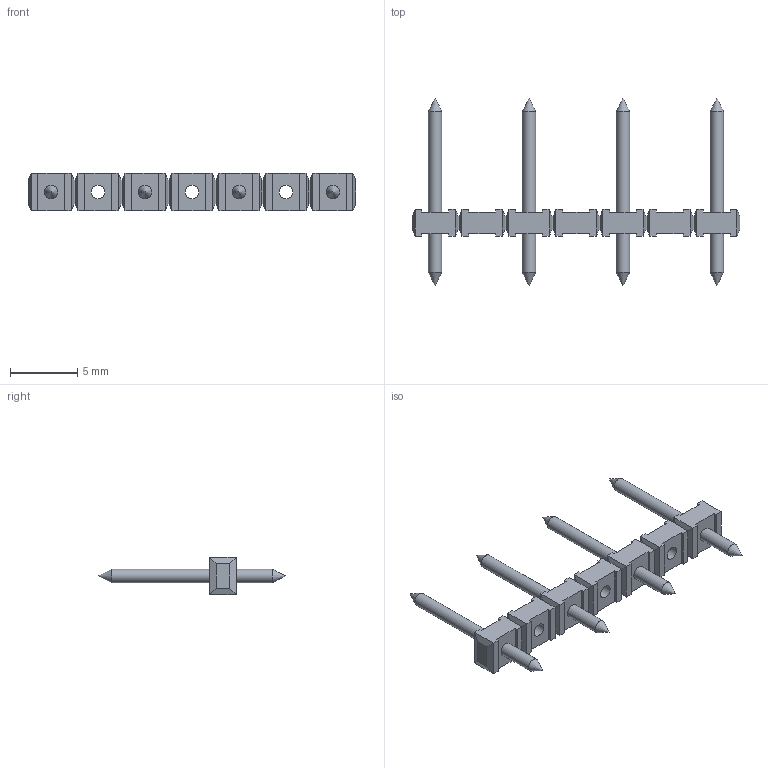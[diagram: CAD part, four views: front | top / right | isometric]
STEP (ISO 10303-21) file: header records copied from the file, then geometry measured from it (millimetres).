
FILE_DESCRIPTION(('STEP AP214'),'1');
FILE_NAME('PVS04-7.stp','2018-11-20T16:58:51',(' '),(' '),'Spatial InterOp 3D',' ',' ');
FILE_SCHEMA(('AUTOMOTIVE_DESIGN { 1 0 10303 214 1 1 1 1 }'));
Length unit declared in the file: metre
Products named in the file (1): 1
Bounding box: 24.4 x 14 x 2.8 mm (x, y, z)
Volume: 143.9 mm3; surface area: 419.2 mm2
Topology: 1 solids, 1 shells, 185 faces, 448 edges, 265 vertices
Faces by surface type: plane 166, cylinder 11, cone 8
Full cylindrical faces by diameter (mm): 1 x11
Entity records: 6451 total; most frequent: CARTESIAN_POINT 850, ORIENTED_EDGE 820, DIRECTION 804, EDGE_CURVE 410, LINE 388, VECTOR 388, VERTEX_POINT 254, EDGE_LOOP 210
